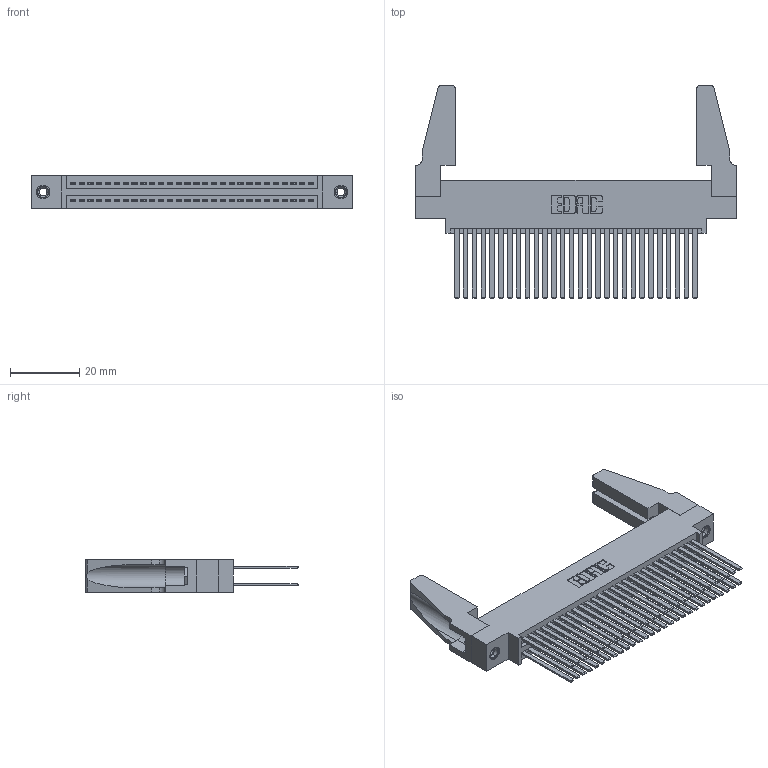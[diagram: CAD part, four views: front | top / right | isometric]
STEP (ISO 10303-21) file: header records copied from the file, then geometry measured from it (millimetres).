
FILE_DESCRIPTION (( 'STEP AP203' ), '1' );
FILE_NAME ('395-056-544-888.STEP', '2019-10-19T19:08:58', ( '' ), ( '' ), 'SwSTEP 2.0', 'SolidWorks 2016', '' );
FILE_SCHEMA (( 'CONFIG_CONTROL_DESIGN' ));
Length unit declared in the file: inch
Products named in the file (5): 345 Part_0.170 Offset - 0.156 Dia-TH; 345-292-001_345-293-144; 345-250-001_345-250-001-102; 345-220-078_345-220-088; 395-056-544-888
Assembly tree (61 placements, depth 2):
  395-056-544-888
    345 Part_0.170 Offset - 0.156 Dia-TH
    345-292-001_345-293-144  x56
    345-250-001_345-250-001-102  x2
    345-220-078_345-220-088  x2
Bounding box: 92.35 x 61.14 x 9.4 mm (x, y, z)
Volume: 12765.5 mm3; surface area: 19357.2 mm2
Topology: 61 solids, 61 shells, 2718 faces, 8003 edges, 5250 vertices
Faces by surface type: plane 1780, cylinder 922, cone 12, torus 4
Entity records: 25950 total; most frequent: CARTESIAN_POINT 4358, ORIENTED_EDGE 4252, DIRECTION 3862, EDGE_CURVE 2126, LINE 1844, VECTOR 1844, VERTEX_POINT 1410, AXIS2_PLACEMENT_3D 1009
